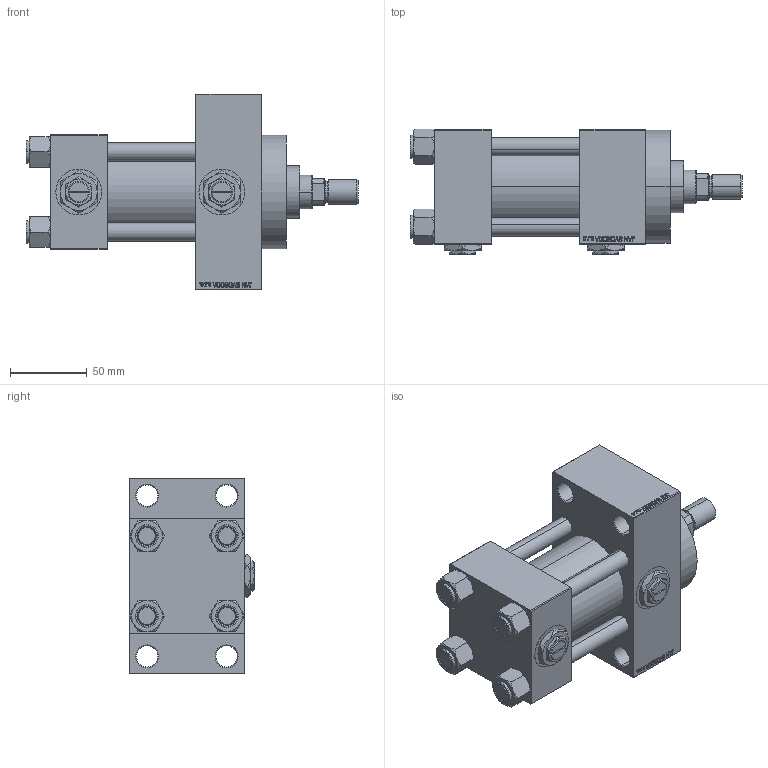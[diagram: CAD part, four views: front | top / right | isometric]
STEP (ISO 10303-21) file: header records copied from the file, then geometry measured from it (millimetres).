
FILE_DESCRIPTION (( 'STEP AP203' ), '1' );
FILE_NAME ('95ad.STEP', '2022-04-16T04:16:43', ( '' ), ( '' ), 'SwSTEP 2.0', 'SolidWorks 2019', '' );
FILE_SCHEMA (( 'CONFIG_CONTROL_DESIGN' ));
Length unit declared in the file: millimetre
Products named in the file (8): ROD_END_AH a0ed55ce7d2132ae8ef75d8f42d9d97f; V215CR_D_Body a0ed55ce7d2132ae8ef75d8f42d9d97f; V215CR_D_TYCINKA a0ed55ce7d2132ae8ef75d8f42d9d97f; V215_VC_A a0ed55ce7d2132ae8ef75d8f42d9d97f; NUT_M5_D a0ed55ce7d2132ae8ef75d8f42d9d97f; Zatka_pro_OIL_PORT a0ed55ce7d2132ae8ef75d8f42d9d97f; 95ad; V215CR_VCP_D a0ed55ce7d2132ae8ef75d8f42d9d97f
Assembly tree (14 placements, depth 2):
  95ad
    V215CR_D_Body a0ed55ce7d2132ae8ef75d8f42d9d97f
    V215CR_VCP_D a0ed55ce7d2132ae8ef75d8f42d9d97f
    NUT_M5_D a0ed55ce7d2132ae8ef75d8f42d9d97f  x4
    V215CR_D_TYCINKA a0ed55ce7d2132ae8ef75d8f42d9d97f  x4
    V215_VC_A a0ed55ce7d2132ae8ef75d8f42d9d97f
    ROD_END_AH a0ed55ce7d2132ae8ef75d8f42d9d97f
    Zatka_pro_OIL_PORT a0ed55ce7d2132ae8ef75d8f42d9d97f  x2
Bounding box: 217 x 82.27 x 128 mm (x, y, z)
Volume: 806246.8 mm3; surface area: 170659 mm2
Topology: 14 solids, 14 shells, 1227 faces, 3026 edges, 1947 vertices
Faces by surface type: plane 551, bspline 368, cone 190, cylinder 108, torus 10
Entity records: 49960 total; most frequent: CARTESIAN_POINT 25804, ORIENTED_EDGE 5352, DIRECTION 3568, EDGE_CURVE 2676, VERTEX_POINT 1745, LINE 1566, VECTOR 1566, EDGE_LOOP 1207
